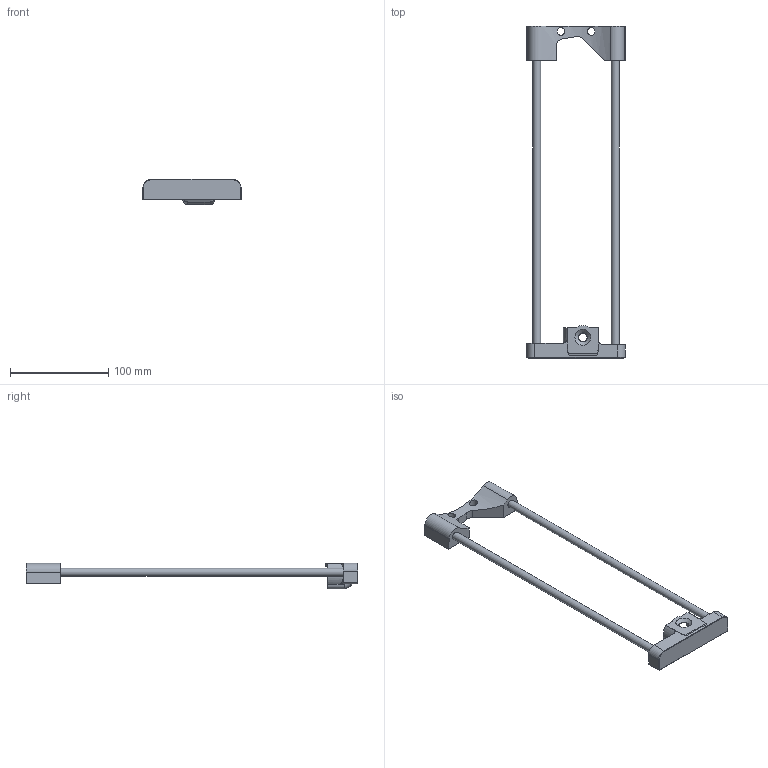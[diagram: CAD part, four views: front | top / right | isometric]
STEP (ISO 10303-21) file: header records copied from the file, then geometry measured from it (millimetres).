
FILE_DESCRIPTION(('FreeCAD Model'),'2;1');
FILE_NAME('hibiscus_y_axis_guide.step','2017-11-29T09:45:38',('Author'),(''), 'Open CASCADE STEP processor 6.9','FreeCAD','Unknown');
FILE_SCHEMA(('AUTOMOTIVE_DESIGN { 1 0 10303 214 1 1 1 1 }'));
Length unit declared in the file: millimetre
Products named in the file (1): muxedAssembly
Bounding box: 100 x 338.55 x 26.25 mm (x, y, z)
Surface area: 40300.7 mm2 (no closed solid volume)
Topology: 0 solids, 4 shells, 165 faces, 378 edges, 237 vertices
Faces by surface type: plane 83, cylinder 58, cone 17, torus 4, bspline 3
Full cylindrical faces by diameter (mm): 4 x2, 4.6 x4, 5 x4, 8 x4, 8.3 x2, 8.4 x2, 8.5 x1, 9.2 x2, 10 x1
Entity records: 15083 total; most frequent: CARTESIAN_POINT 6364, DIRECTION 1385, LINE 768, VECTOR 768, ORIENTED_EDGE 756, PCURVE 756, DEFINITIONAL_REPRESENTATION 756, EDGE_CURVE 378
